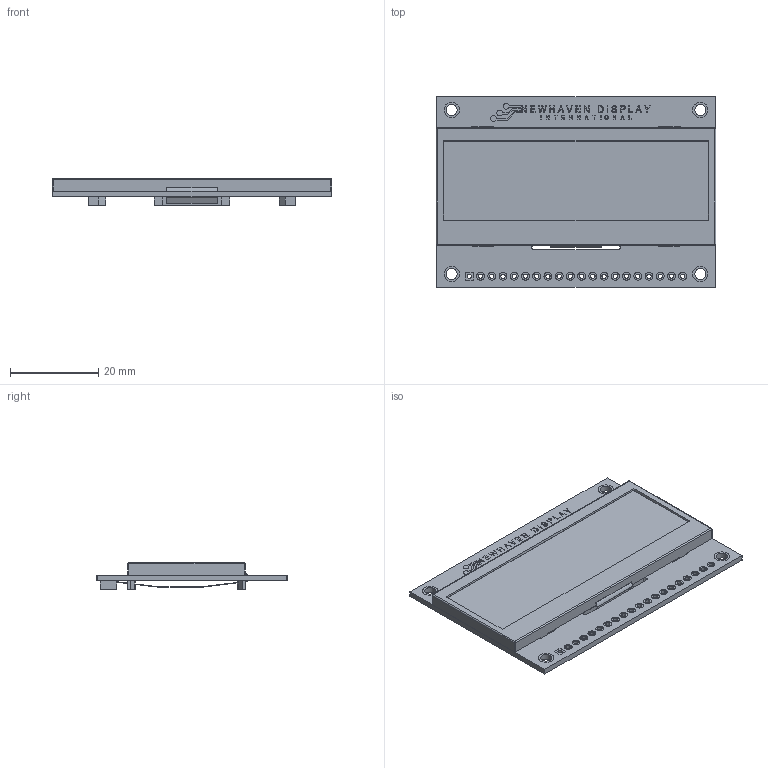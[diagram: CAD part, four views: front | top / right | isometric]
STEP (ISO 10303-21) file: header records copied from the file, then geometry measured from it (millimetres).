
FILE_DESCRIPTION(/* description */ (''),/* implementation_level */ '2;1');
FILE_NAME(/* name */ 'Newhaven Display International NHD-2.23-12832UCB3.stp',/* time_stamp */ '2020-07-17T01:23:12-04:00',/* author */ ('Ricardo'),/* organization */ (''),/* preprocessor_version */ 'ST-DEVELOPER v18',/* originating_system */ 'Autodesk Inventor 2020',/* authorisation */ '');
FILE_SCHEMA (('AUTOMOTIVE_DESIGN { 1 0 10303 214 3 1 1 }'));
Length unit declared in the file: millimetre
Products named in the file (8): Newhaven Display International NHD-2.23-12832UCB3; lcd body; pcb; gold contacts; lcd; logo; ribbon cable; connector
Assembly tree (7 placements, depth 2):
  Newhaven Display International NHD-2.23-12832UCB3
    lcd body
    pcb
    gold contacts
    lcd
    logo
    ribbon cable
    connector
Bounding box: 63.2 x 43.1 x 6 mm (x, y, z)
Volume: 7892 mm3; surface area: 13189.3 mm2
Topology: 84 solids, 84 shells, 745 faces, 1828 edges, 1252 vertices
Faces by surface type: plane 512, cylinder 163, bspline 62, cone 4, sphere 4
Full cylindrical faces by diameter (mm): 1 x60, 1.8 x38, 2.5 x12, 3.5 x8
Entity records: 23008 total; most frequent: CARTESIAN_POINT 4606, ORIENTED_EDGE 3656, DIRECTION 3550, EDGE_CURVE 1828, LINE 1254, VECTOR 1254, VERTEX_POINT 1252, AXIS2_PLACEMENT_3D 1148
